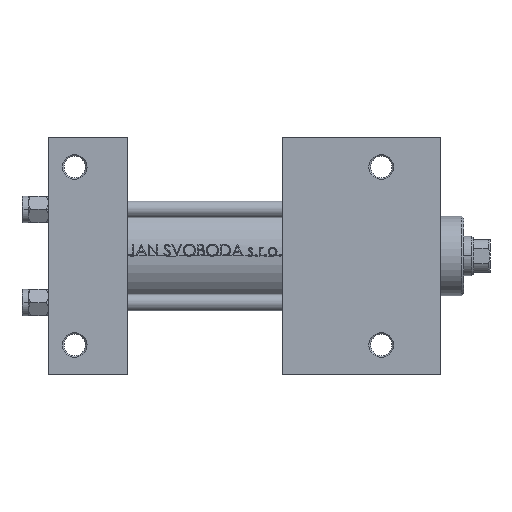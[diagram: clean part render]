
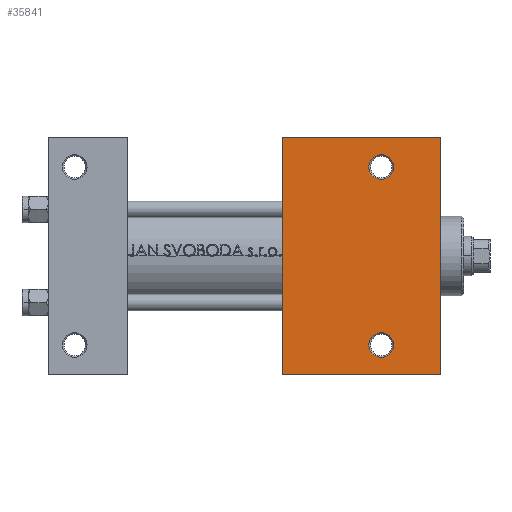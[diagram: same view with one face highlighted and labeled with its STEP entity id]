
A CAD part, front view. The second image highlights one B-rep face of the part: STEP entity #35841.
In plain terms, the highlighted face is planar.
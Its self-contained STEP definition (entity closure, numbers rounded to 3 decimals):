
#397 = EDGE_CURVE ( 'NONE', #33623, #4073, #27420, .T. ) ;
#1055 = VECTOR ( 'NONE', #43129, 1000. ) ;
#1644 = AXIS2_PLACEMENT_3D ( 'NONE', #28914, #32267, #13788 ) ;
#2265 = VECTOR ( 'NONE', #23952, 1000. ) ;
#2709 = FACE_BOUND ( 'NONE', #22883, .T. ) ;
#2723 = CARTESIAN_POINT ( 'NONE',  ( 119., -36., -20. ) ) ;
#3303 = DIRECTION ( 'NONE',  ( -1., 0., 0. ) ) ;
#3881 = EDGE_CURVE ( 'NONE', #4073, #27030, #39677, .T. ) ;
#4073 = VERTEX_POINT ( 'NONE', #8195 ) ;
#4347 = CARTESIAN_POINT ( 'NONE',  ( 71., 36., -20. ) ) ;
#4566 = AXIS2_PLACEMENT_3D ( 'NONE', #26437, #33399, #22357 ) ;
#5352 = CIRCLE ( 'NONE', #4566, 3.75 ) ;
#5892 = VERTEX_POINT ( 'NONE', #33231 ) ;
#6429 = DIRECTION ( 'NONE',  ( 0., 0., 1. ) ) ;
#6867 = EDGE_CURVE ( 'NONE', #41183, #5892, #5352, .T. ) ;
#7035 = EDGE_CURVE ( 'NONE', #44969, #20429, #18421, .T. ) ;
#7203 = EDGE_CURVE ( 'NONE', #27030, #47384, #8576, .T. ) ;
#8195 = CARTESIAN_POINT ( 'NONE',  ( 119., 36., -20. ) ) ;
#8355 = VECTOR ( 'NONE', #8448, 1000. ) ;
#8448 = DIRECTION ( 'NONE',  ( 1., 0., 0. ) ) ;
#8454 = EDGE_CURVE ( 'NONE', #5892, #41183, #40686, .T. ) ;
#8576 = LINE ( 'NONE', #45309, #2265 ) ;
#10729 = AXIS2_PLACEMENT_3D ( 'NONE', #21587, #6429, #3303 ) ;
#10853 = CARTESIAN_POINT ( 'NONE',  ( 97.25, 27., -20. ) ) ;
#11178 = ORIENTED_EDGE ( 'NONE', *, *, #17139, .T. ) ;
#13788 = DIRECTION ( 'NONE',  ( -1., 0., 0. ) ) ;
#14260 = FACE_OUTER_BOUND ( 'NONE', #33911, .T. ) ;
#14367 = CARTESIAN_POINT ( 'NONE',  ( 101., 27., -20. ) ) ;
#14602 = DIRECTION ( 'NONE',  ( 0., 0., 1. ) ) ;
#14746 = CARTESIAN_POINT ( 'NONE',  ( 101., -27., -20. ) ) ;
#16017 = ORIENTED_EDGE ( 'NONE', *, *, #7035, .T. ) ;
#17139 = EDGE_CURVE ( 'NONE', #20429, #44969, #36362, .T. ) ;
#17598 = CARTESIAN_POINT ( 'NONE',  ( 119., 20., -20. ) ) ;
#18421 = CIRCLE ( 'NONE', #10729, 3.75 ) ;
#20253 = EDGE_CURVE ( 'NONE', #33623, #47384, #35915, .T. ) ;
#20429 = VERTEX_POINT ( 'NONE', #34901 ) ;
#21587 = CARTESIAN_POINT ( 'NONE',  ( 101., 27., -20. ) ) ;
#21680 = DIRECTION ( 'NONE',  ( 0., -1., 0. ) ) ;
#22357 = DIRECTION ( 'NONE',  ( -1., 0., 0. ) ) ;
#22483 = EDGE_LOOP ( 'NONE', ( #44475, #35988 ) ) ;
#22883 = EDGE_LOOP ( 'NONE', ( #16017, #11178 ) ) ;
#23952 = DIRECTION ( 'NONE',  ( -1., 0., 0. ) ) ;
#24645 = CARTESIAN_POINT ( 'NONE',  ( 71., 20., -20. ) ) ;
#25066 = FACE_BOUND ( 'NONE', #22483, .T. ) ;
#25793 = DIRECTION ( 'NONE',  ( -1., 0., 0. ) ) ;
#26437 = CARTESIAN_POINT ( 'NONE',  ( 101., -27., -20. ) ) ;
#27030 = VERTEX_POINT ( 'NONE', #2723 ) ;
#27420 = LINE ( 'NONE', #44949, #8355 ) ;
#28914 = CARTESIAN_POINT ( 'NONE',  ( 119., 20., -20. ) ) ;
#29399 = DIRECTION ( 'NONE',  ( 0., 0., 1. ) ) ;
#30315 = ORIENTED_EDGE ( 'NONE', *, *, #3881, .T. ) ;
#31543 = ORIENTED_EDGE ( 'NONE', *, *, #7203, .T. ) ;
#32267 = DIRECTION ( 'NONE',  ( 0., 0., -1. ) ) ;
#33231 = CARTESIAN_POINT ( 'NONE',  ( 97.25, -27., -20. ) ) ;
#33399 = DIRECTION ( 'NONE',  ( 0., 0., 1. ) ) ;
#33623 = VERTEX_POINT ( 'NONE', #4347 ) ;
#33911 = EDGE_LOOP ( 'NONE', ( #46834, #36917, #30315, #31543 ) ) ;
#34901 = CARTESIAN_POINT ( 'NONE',  ( 104.75, 27., -20. ) ) ;
#35841 = ADVANCED_FACE ( 'NONE', ( #2709, #25066, #14260 ), #46194, .T. ) ;
#35915 = LINE ( 'NONE', #24645, #1055 ) ;
#35988 = ORIENTED_EDGE ( 'NONE', *, *, #6867, .T. ) ;
#36362 = CIRCLE ( 'NONE', #40099, 3.75 ) ;
#36703 = VECTOR ( 'NONE', #21680, 1000. ) ;
#36917 = ORIENTED_EDGE ( 'NONE', *, *, #397, .T. ) ;
#39677 = LINE ( 'NONE', #17598, #36703 ) ;
#40099 = AXIS2_PLACEMENT_3D ( 'NONE', #14367, #14602, #47248 ) ;
#40686 = CIRCLE ( 'NONE', #46806, 3.75 ) ;
#41183 = VERTEX_POINT ( 'NONE', #45493 ) ;
#43129 = DIRECTION ( 'NONE',  ( 0., -1., 0. ) ) ;
#44411 = CARTESIAN_POINT ( 'NONE',  ( 71., -36., -20. ) ) ;
#44475 = ORIENTED_EDGE ( 'NONE', *, *, #8454, .T. ) ;
#44949 = CARTESIAN_POINT ( 'NONE',  ( 71., 36., -20. ) ) ;
#44969 = VERTEX_POINT ( 'NONE', #10853 ) ;
#45309 = CARTESIAN_POINT ( 'NONE',  ( 71., -36., -20. ) ) ;
#45493 = CARTESIAN_POINT ( 'NONE',  ( 104.75, -27., -20. ) ) ;
#46194 = PLANE ( 'NONE',  #1644 ) ;
#46806 = AXIS2_PLACEMENT_3D ( 'NONE', #14746, #29399, #25793 ) ;
#46834 = ORIENTED_EDGE ( 'NONE', *, *, #20253, .F. ) ;
#47248 = DIRECTION ( 'NONE',  ( -1., 0., 0. ) ) ;
#47384 = VERTEX_POINT ( 'NONE', #44411 ) ;
